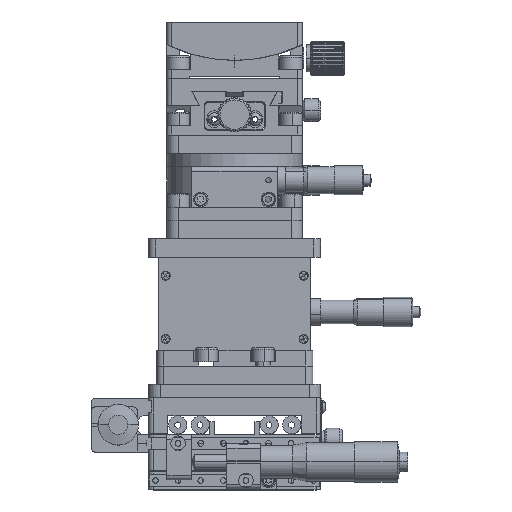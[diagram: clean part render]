
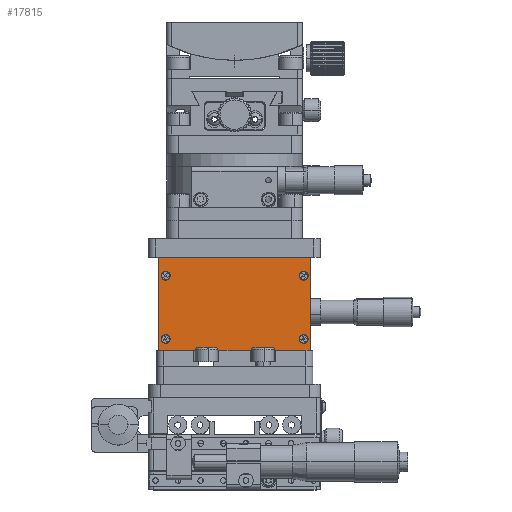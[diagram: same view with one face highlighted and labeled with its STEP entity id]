
A CAD part, top view. The second image highlights one B-rep face of the part: STEP entity #17815.
In plain terms, the highlighted planar face has unit normal (0, 0, 1).
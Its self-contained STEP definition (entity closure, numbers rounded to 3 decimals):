
#1708 = CARTESIAN_POINT ( 'NONE',  ( -30.5, 86.2, 29.5 ) ) ;
#2407 = CARTESIAN_POINT ( 'NONE',  ( 30.5, 86.2, 29.5 ) ) ;
#2545 = DIRECTION ( 'NONE',  ( 0., 0., 1. ) ) ;
#3192 = LINE ( 'NONE', #44445, #48312 ) ;
#3408 = CARTESIAN_POINT ( 'NONE',  ( -30.5, 58.2, 29.5 ) ) ;
#3476 = DIRECTION ( 'NONE',  ( 0., -1., 0. ) ) ;
#3517 = CARTESIAN_POINT ( 'NONE',  ( -30.5, 58.2, 29.5 ) ) ;
#3808 = AXIS2_PLACEMENT_3D ( 'NONE', #1708, #37829, #7164 ) ;
#3846 = DIRECTION ( 'NONE',  ( 0., 0., 1. ) ) ;
#4247 = VERTEX_POINT ( 'NONE', #61828 ) ;
#5703 = CARTESIAN_POINT ( 'NONE',  ( 33.5, 53.2, 29.5 ) ) ;
#5726 = EDGE_CURVE ( 'NONE', #61757, #4247, #21908, .T. ) ;
#6763 = CARTESIAN_POINT ( 'NONE',  ( 30.5, 88.2, 29.5 ) ) ;
#6834 = VERTEX_POINT ( 'NONE', #64155 ) ;
#6992 = DIRECTION ( 'NONE',  ( 0., 0., 1. ) ) ;
#7164 = DIRECTION ( 'NONE',  ( 0., -1., 0. ) ) ;
#7336 = FACE_BOUND ( 'NONE', #37784, .T. ) ;
#7861 = DIRECTION ( 'NONE',  ( 0., 0., 1. ) ) ;
#8188 = DIRECTION ( 'NONE',  ( 0., -1., 0. ) ) ;
#8820 = ORIENTED_EDGE ( 'NONE', *, *, #37447, .F. ) ;
#9193 = LINE ( 'NONE', #29972, #64799 ) ;
#9474 = CIRCLE ( 'NONE', #11528, 2. ) ;
#9893 = AXIS2_PLACEMENT_3D ( 'NONE', #3517, #3846, #23652 ) ;
#10052 = CIRCLE ( 'NONE', #48126, 2. ) ;
#10464 = EDGE_CURVE ( 'NONE', #6834, #45063, #61487, .T. ) ;
#11378 = EDGE_CURVE ( 'NONE', #65757, #28359, #47367, .T. ) ;
#11528 = AXIS2_PLACEMENT_3D ( 'NONE', #13711, #38943, #3476 ) ;
#11566 = DIRECTION ( 'NONE',  ( 0., -1., 0. ) ) ;
#12137 = PLANE ( 'NONE',  #35616 ) ;
#12453 = CARTESIAN_POINT ( 'NONE',  ( -33.5, 53.2, 29.5 ) ) ;
#12466 = ORIENTED_EDGE ( 'NONE', *, *, #10464, .F. ) ;
#12905 = EDGE_CURVE ( 'NONE', #13896, #20764, #9474, .T. ) ;
#13317 = DIRECTION ( 'NONE',  ( 0., 0., 1. ) ) ;
#13711 = CARTESIAN_POINT ( 'NONE',  ( 30.5, 86.2, 29.5 ) ) ;
#13896 = VERTEX_POINT ( 'NONE', #6763 ) ;
#14726 = ORIENTED_EDGE ( 'NONE', *, *, #32065, .T. ) ;
#15276 = CARTESIAN_POINT ( 'NONE',  ( 30.5, 60.2, 29.5 ) ) ;
#15778 = CIRCLE ( 'NONE', #65767, 2. ) ;
#16527 = VERTEX_POINT ( 'NONE', #5703 ) ;
#17566 = FACE_BOUND ( 'NONE', #57558, .T. ) ;
#17815 = ADVANCED_FACE ( 'NONE', ( #7336, #28118, #53632, #17566, #59096 ), #12137, .T. ) ;
#19007 = EDGE_LOOP ( 'NONE', ( #47891, #20521 ) ) ;
#19856 = EDGE_LOOP ( 'NONE', ( #23499, #14726, #32357, #63146 ) ) ;
#20521 = ORIENTED_EDGE ( 'NONE', *, *, #11378, .F. ) ;
#20764 = VERTEX_POINT ( 'NONE', #50816 ) ;
#21908 = CIRCLE ( 'NONE', #9893, 2. ) ;
#21998 = EDGE_CURVE ( 'NONE', #28359, #65757, #15778, .T. ) ;
#23499 = ORIENTED_EDGE ( 'NONE', *, *, #37578, .T. ) ;
#23652 = DIRECTION ( 'NONE',  ( 0., -1., 0. ) ) ;
#23765 = EDGE_CURVE ( 'NONE', #45063, #6834, #37717, .T. ) ;
#24191 = DIRECTION ( 'NONE',  ( 0., -1., 0. ) ) ;
#26410 = LINE ( 'NONE', #46862, #28076 ) ;
#26437 = CARTESIAN_POINT ( 'NONE',  ( 33.5, 94.2, 29.5 ) ) ;
#26763 = CIRCLE ( 'NONE', #46361, 2. ) ;
#28076 = VECTOR ( 'NONE', #30836, 1000. ) ;
#28118 = FACE_BOUND ( 'NONE', #34312, .T. ) ;
#28359 = VERTEX_POINT ( 'NONE', #65613 ) ;
#28411 = DIRECTION ( 'NONE',  ( 0., 0., 1. ) ) ;
#29403 = DIRECTION ( 'NONE',  ( 0., -1., 0. ) ) ;
#29972 = CARTESIAN_POINT ( 'NONE',  ( -33.5, 94.2, 29.5 ) ) ;
#30836 = DIRECTION ( 'NONE',  ( 1., 0., 0. ) ) ;
#30904 = VECTOR ( 'NONE', #32549, 1000. ) ;
#31195 = ORIENTED_EDGE ( 'NONE', *, *, #5726, .F. ) ;
#32065 = EDGE_CURVE ( 'NONE', #52407, #16527, #26410, .T. ) ;
#32357 = ORIENTED_EDGE ( 'NONE', *, *, #43420, .T. ) ;
#32541 = ORIENTED_EDGE ( 'NONE', *, *, #23765, .F. ) ;
#32549 = DIRECTION ( 'NONE',  ( 0., 1., 0. ) ) ;
#34250 = ORIENTED_EDGE ( 'NONE', *, *, #41795, .F. ) ;
#34312 = EDGE_LOOP ( 'NONE', ( #31195, #8820 ) ) ;
#35616 = AXIS2_PLACEMENT_3D ( 'NONE', #12453, #6992, #43473 ) ;
#37044 = CARTESIAN_POINT ( 'NONE',  ( 33.5, 94.2, 29.5 ) ) ;
#37447 = EDGE_CURVE ( 'NONE', #4247, #61757, #26763, .T. ) ;
#37578 = EDGE_CURVE ( 'NONE', #46964, #52407, #9193, .T. ) ;
#37717 = CIRCLE ( 'NONE', #43183, 2. ) ;
#37784 = EDGE_LOOP ( 'NONE', ( #12466, #32541 ) ) ;
#37829 = DIRECTION ( 'NONE',  ( 0., 0., 1. ) ) ;
#38943 = DIRECTION ( 'NONE',  ( 0., 0., 1. ) ) ;
#40000 = CARTESIAN_POINT ( 'NONE',  ( 30.5, 58.2, 29.5 ) ) ;
#40275 = ORIENTED_EDGE ( 'NONE', *, *, #12905, .F. ) ;
#41795 = EDGE_CURVE ( 'NONE', #20764, #13896, #10052, .T. ) ;
#43183 = AXIS2_PLACEMENT_3D ( 'NONE', #64490, #28411, #29403 ) ;
#43420 = EDGE_CURVE ( 'NONE', #16527, #58024, #46889, .T. ) ;
#43473 = DIRECTION ( 'NONE',  ( 0., -1., 0. ) ) ;
#43549 = EDGE_CURVE ( 'NONE', #58024, #46964, #3192, .T. ) ;
#44382 = CARTESIAN_POINT ( 'NONE',  ( -30.5, 88.2, 29.5 ) ) ;
#44445 = CARTESIAN_POINT ( 'NONE',  ( -33.5, 94.2, 29.5 ) ) ;
#44770 = CARTESIAN_POINT ( 'NONE',  ( -33.5, 94.2, 29.5 ) ) ;
#45063 = VERTEX_POINT ( 'NONE', #44382 ) ;
#45161 = CARTESIAN_POINT ( 'NONE',  ( -33.5, 53.2, 29.5 ) ) ;
#45454 = DIRECTION ( 'NONE',  ( 0., -1., 0. ) ) ;
#46361 = AXIS2_PLACEMENT_3D ( 'NONE', #3408, #13317, #8188 ) ;
#46862 = CARTESIAN_POINT ( 'NONE',  ( -33.5, 53.2, 29.5 ) ) ;
#46889 = LINE ( 'NONE', #26437, #30904 ) ;
#46964 = VERTEX_POINT ( 'NONE', #44770 ) ;
#47367 = CIRCLE ( 'NONE', #49530, 2. ) ;
#47891 = ORIENTED_EDGE ( 'NONE', *, *, #21998, .F. ) ;
#48126 = AXIS2_PLACEMENT_3D ( 'NONE', #2407, #7861, #24191 ) ;
#48312 = VECTOR ( 'NONE', #48556, 1000. ) ;
#48556 = DIRECTION ( 'NONE',  ( -1., 0., 0. ) ) ;
#49530 = AXIS2_PLACEMENT_3D ( 'NONE', #40000, #2545, #45454 ) ;
#50741 = DIRECTION ( 'NONE',  ( 0., -1., 0. ) ) ;
#50816 = CARTESIAN_POINT ( 'NONE',  ( 30.5, 84.2, 29.5 ) ) ;
#52407 = VERTEX_POINT ( 'NONE', #45161 ) ;
#53632 = FACE_BOUND ( 'NONE', #19007, .T. ) ;
#54083 = DIRECTION ( 'NONE',  ( 0., 0., 1. ) ) ;
#57558 = EDGE_LOOP ( 'NONE', ( #34250, #40275 ) ) ;
#58024 = VERTEX_POINT ( 'NONE', #37044 ) ;
#58202 = CARTESIAN_POINT ( 'NONE',  ( 30.5, 58.2, 29.5 ) ) ;
#59096 = FACE_OUTER_BOUND ( 'NONE', #19856, .T. ) ;
#61487 = CIRCLE ( 'NONE', #3808, 2. ) ;
#61757 = VERTEX_POINT ( 'NONE', #64643 ) ;
#61828 = CARTESIAN_POINT ( 'NONE',  ( -30.5, 60.2, 29.5 ) ) ;
#63146 = ORIENTED_EDGE ( 'NONE', *, *, #43549, .T. ) ;
#64155 = CARTESIAN_POINT ( 'NONE',  ( -30.5, 84.2, 29.5 ) ) ;
#64490 = CARTESIAN_POINT ( 'NONE',  ( -30.5, 86.2, 29.5 ) ) ;
#64643 = CARTESIAN_POINT ( 'NONE',  ( -30.5, 56.2, 29.5 ) ) ;
#64799 = VECTOR ( 'NONE', #50741, 1000. ) ;
#65613 = CARTESIAN_POINT ( 'NONE',  ( 30.5, 56.2, 29.5 ) ) ;
#65757 = VERTEX_POINT ( 'NONE', #15276 ) ;
#65767 = AXIS2_PLACEMENT_3D ( 'NONE', #58202, #54083, #11566 ) ;
